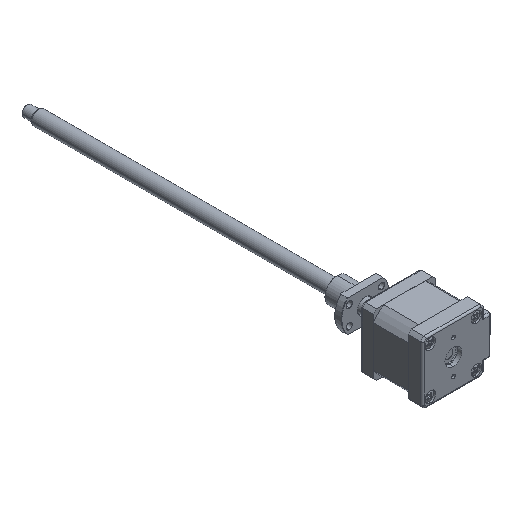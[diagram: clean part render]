
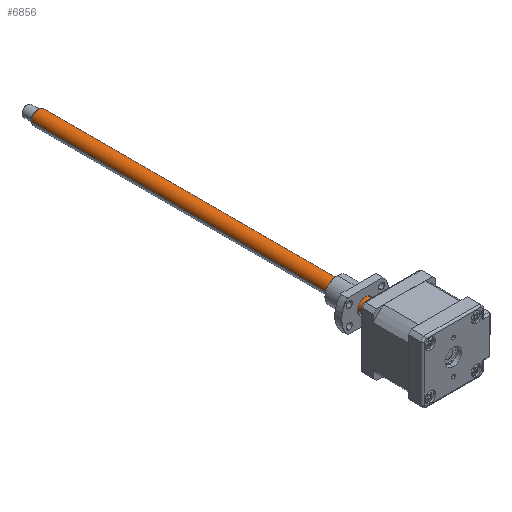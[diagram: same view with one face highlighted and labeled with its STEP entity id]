
A CAD part, isometric view. The second image highlights one B-rep face of the part: STEP entity #6856.
In plain terms, the highlighted cylindrical face has radius 4 mm (diameter 8 mm), a partial arc.
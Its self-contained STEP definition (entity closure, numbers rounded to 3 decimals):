
#159 = AXIS2_PLACEMENT_3D ( 'NONE', #8921, #6674, #4516 ) ;
#554 = ORIENTED_EDGE ( 'NONE', *, *, #6287, .F. ) ;
#736 = DIRECTION ( 'NONE',  ( 0., -1., 0. ) ) ;
#1357 = CIRCLE ( 'NONE', #6160, 4. ) ;
#1551 = DIRECTION ( 'NONE',  ( 0., -1., 0. ) ) ;
#2037 = ORIENTED_EDGE ( 'NONE', *, *, #8400, .F. ) ;
#2093 = VERTEX_POINT ( 'NONE', #5805 ) ;
#2216 = VECTOR ( 'NONE', #1551, 1000. ) ;
#3143 = CARTESIAN_POINT ( 'NONE',  ( -4.709, 214.993, 16.638 ) ) ;
#3244 = VECTOR ( 'NONE', #3913, 1000. ) ;
#3344 = VERTEX_POINT ( 'NONE', #8679 ) ;
#3876 = DIRECTION ( 'NONE',  ( 1., 0., 0. ) ) ;
#3913 = DIRECTION ( 'NONE',  ( 0., -1., 0. ) ) ;
#4026 = VERTEX_POINT ( 'NONE', #5392 ) ;
#4389 = ORIENTED_EDGE ( 'NONE', *, *, #8079, .T. ) ;
#4495 = CARTESIAN_POINT ( 'NONE',  ( -0.709, 215.993, 16.638 ) ) ;
#4516 = DIRECTION ( 'NONE',  ( -1., 0., 0. ) ) ;
#5170 = CARTESIAN_POINT ( 'NONE',  ( -4.709, 15.993, 16.638 ) ) ;
#5358 = FACE_OUTER_BOUND ( 'NONE', #6862, .T. ) ;
#5392 = CARTESIAN_POINT ( 'NONE',  ( -0.709, 15.993, 16.638 ) ) ;
#5805 = CARTESIAN_POINT ( 'NONE',  ( -8.709, 15.993, 16.638 ) ) ;
#5897 = DIRECTION ( 'NONE',  ( -1., 0., 0. ) ) ;
#6160 = AXIS2_PLACEMENT_3D ( 'NONE', #5170, #736, #5897 ) ;
#6188 = CARTESIAN_POINT ( 'NONE',  ( -8.709, 214.993, 16.638 ) ) ;
#6287 = EDGE_CURVE ( 'NONE', #4026, #2093, #1357, .T. ) ;
#6334 = LINE ( 'NONE', #4495, #2216 ) ;
#6357 = CYLINDRICAL_SURFACE ( 'NONE', #159, 4. ) ;
#6674 = DIRECTION ( 'NONE',  ( 0., -1., 0. ) ) ;
#6856 = ADVANCED_FACE ( 'NONE', ( #5358 ), #6357, .T. ) ;
#6862 = EDGE_LOOP ( 'NONE', ( #2037, #4389, #9046, #554 ) ) ;
#6905 = CIRCLE ( 'NONE', #8019, 4. ) ;
#7070 = VERTEX_POINT ( 'NONE', #6188 ) ;
#7593 = CARTESIAN_POINT ( 'NONE',  ( -8.709, 215.993, 16.638 ) ) ;
#8019 = AXIS2_PLACEMENT_3D ( 'NONE', #3143, #8287, #3876 ) ;
#8079 = EDGE_CURVE ( 'NONE', #3344, #7070, #6905, .T. ) ;
#8287 = DIRECTION ( 'NONE',  ( 0., -1., 0. ) ) ;
#8400 = EDGE_CURVE ( 'NONE', #3344, #4026, #6334, .T. ) ;
#8549 = EDGE_CURVE ( 'NONE', #7070, #2093, #8886, .T. ) ;
#8679 = CARTESIAN_POINT ( 'NONE',  ( -0.709, 214.993, 16.638 ) ) ;
#8886 = LINE ( 'NONE', #7593, #3244 ) ;
#8921 = CARTESIAN_POINT ( 'NONE',  ( -4.709, 215.993, 16.638 ) ) ;
#9046 = ORIENTED_EDGE ( 'NONE', *, *, #8549, .T. ) ;
